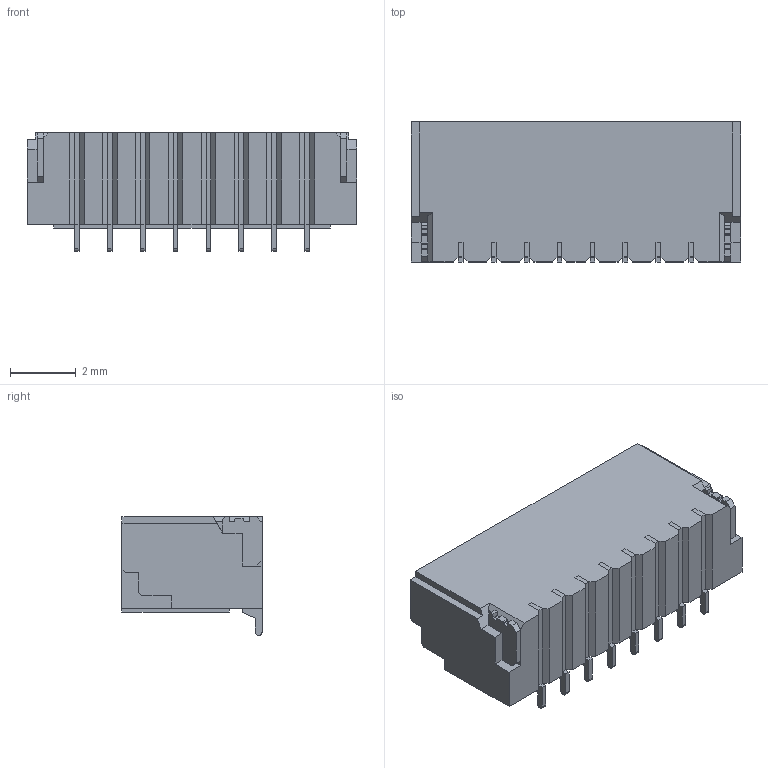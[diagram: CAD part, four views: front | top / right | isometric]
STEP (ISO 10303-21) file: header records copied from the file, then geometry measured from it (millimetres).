
FILE_DESCRIPTION (( 'STEP AP214' ), '1' );
FILE_NAME ('BM08B-SRSS-TB(LF)(SN).STEP', '2023-01-15T05:22:42', ( '' ), ( '' ), 'SwSTEP 2.0', 'SolidWorks 2017', '' );
FILE_SCHEMA (( 'AUTOMOTIVE_DESIGN' ));
Length unit declared in the file: millimetre
Products named in the file (2): BM08B-SRSS-TB(LF)(SN); BM08B-SRSS-TB(LF)(SN)_BM08B-SRSS-TB(LF)(SN)
Assembly tree (1 placements, depth 2):
  BM08B-SRSS-TB(LF)(SN)
    BM08B-SRSS-TB(LF)(SN)_BM08B-SRSS-TB(LF)(SN)
Bounding box: 10 x 4.25 x 3.6 mm (x, y, z)
Volume: 56.1 mm3; surface area: 324.7 mm2
Topology: 27 solids, 28 shells, 490 faces, 1202 edges, 786 vertices
Faces by surface type: plane 462, cylinder 28
Entity records: 14412 total; most frequent: CARTESIAN_POINT 2482, ORIENTED_EDGE 2404, DIRECTION 2246, EDGE_CURVE 1202, VECTOR 1146, LINE 1146, VERTEX_POINT 786, AXIS2_PLACEMENT_3D 550
